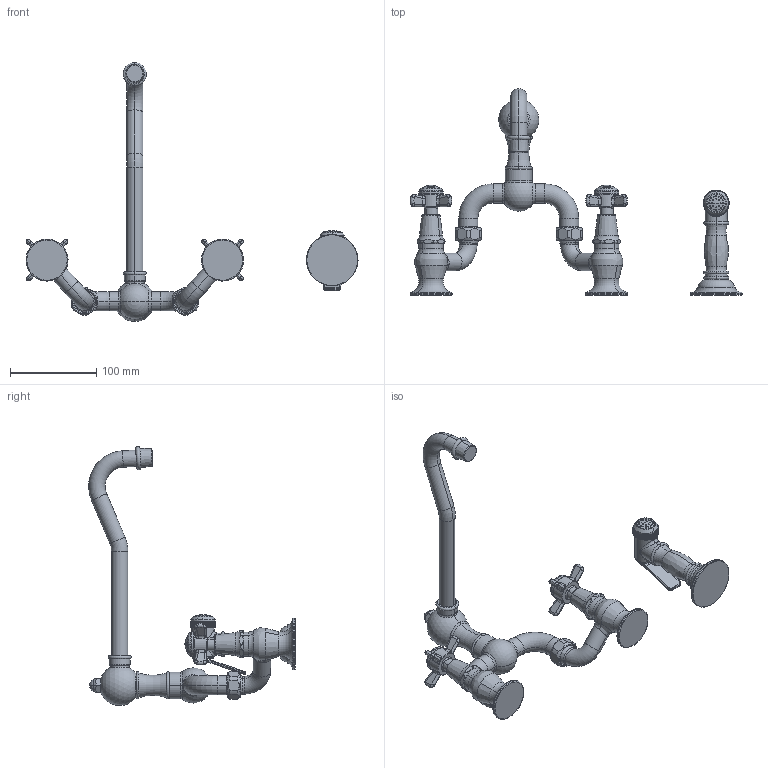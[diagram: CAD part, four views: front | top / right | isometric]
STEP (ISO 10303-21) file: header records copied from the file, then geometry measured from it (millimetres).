
FILE_DESCRIPTION((''),'2;1');
FILE_NAME('9451-1','2021-02-26T09:46:52',('rsmith'),(''),'CREO PARAMETRIC BY PTC INC, 2018400','CREO PARAMETRIC BY PTC INC, 2018400','');
FILE_SCHEMA(('AUTOMOTIVE_DESIGN { 1 0 10303 214 1 1 1 1 }'));
Length unit declared in the file: inch
Products named in the file (1): 9451-1
Bounding box: 384.37 x 239.09 x 299.96 mm (x, y, z)
Volume: 603049.7 mm3; surface area: 118963.3 mm2
Topology: 6 solids, 8 shells, 1732 faces, 4637 edges, 2988 vertices
Faces by surface type: plane 737, cylinder 539, bspline 183, torus 143, sphere 68, cone 42, extrusion 20
Entity records: 107646 total; most frequent: CARTESIAN_POINT 37683, ORIENTED_EDGE 9258, DIRECTION 8452, PRESENTATION_STYLE_ASSIGNMENT 6240, STYLED_ITEM 4643, CURVE_STYLE 4629, EDGE_CURVE 4629, AXIS2_PLACEMENT_3D 3418
